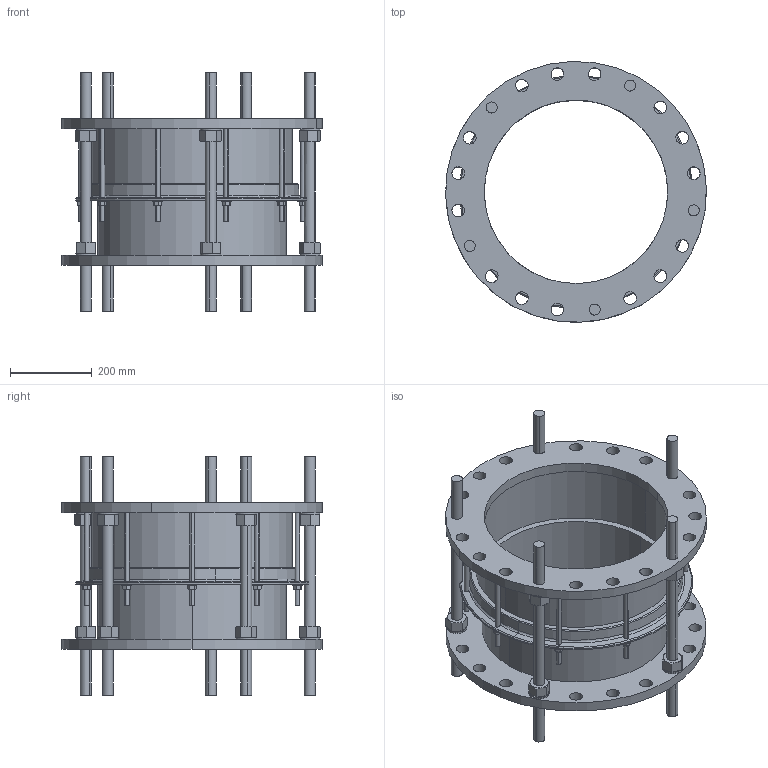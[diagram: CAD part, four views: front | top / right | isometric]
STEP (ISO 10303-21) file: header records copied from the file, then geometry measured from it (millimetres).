
FILE_DESCRIPTION (( 'STEP AP203' ), '1' );
FILE_NAME ('O_265_30_DN450_step.STEP', '2015-06-04T09:04:44', ( '' ), ( '' ), 'SwSTEP 2.0', 'SolidWorks 2012', '' );
FILE_SCHEMA (( 'CONFIG_CONTROL_DESIGN' ));
Length unit declared in the file: millimetre
Products named in the file (1): O_265_30_DN450_step
Bounding box: 640 x 640 x 585 mm (x, y, z)
Volume: 14387333.4 mm3; surface area: 2251363.3 mm2
Topology: 1 solids, 1 shells, 574 faces, 1428 edges, 902 vertices
Faces by surface type: plane 248, cylinder 212, cone 104, torus 10
Entity records: 19911 total; most frequent: CARTESIAN_POINT 6141, ORIENTED_EDGE 2856, DIRECTION 2820, EDGE_CURVE 1428, AXIS2_PLACEMENT_3D 1157, VERTEX_POINT 902, EDGE_LOOP 722, CIRCLE 582
